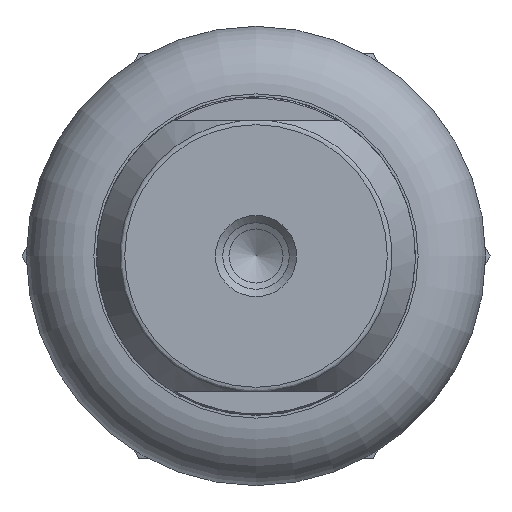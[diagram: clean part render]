
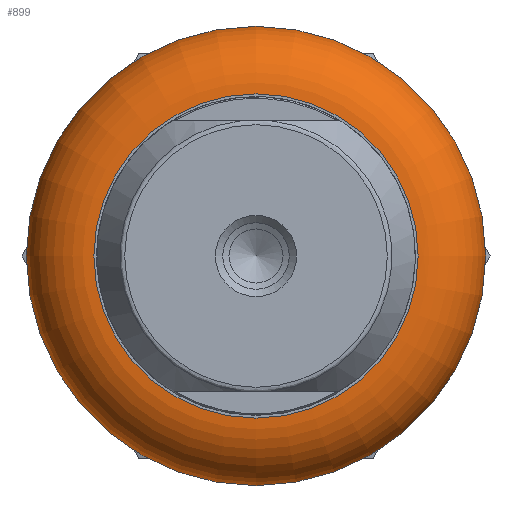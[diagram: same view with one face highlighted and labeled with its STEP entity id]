
A CAD part, front view. The second image highlights one B-rep face of the part: STEP entity #899.
In plain terms, the highlighted toroidal (fillet/blend) face has major radius 6 mm and minor radius 2.5 mm.
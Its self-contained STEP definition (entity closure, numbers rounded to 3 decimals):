
#131=TOROIDAL_SURFACE('',#1071,6.,2.5);
#294=ORIENTED_EDGE('',*,*,#419,.T.);
#295=ORIENTED_EDGE('',*,*,#418,.F.);
#418=EDGE_CURVE('',#507,#507,#578,.T.);
#419=EDGE_CURVE('',#508,#508,#579,.T.);
#507=VERTEX_POINT('',#1605);
#508=VERTEX_POINT('',#1608);
#578=CIRCLE('',#1070,6.);
#579=CIRCLE('',#1072,6.);
#681=EDGE_LOOP('',(#294));
#682=EDGE_LOOP('',(#295));
#803=FACE_BOUND('',#681,.T.);
#804=FACE_BOUND('',#682,.T.);
#899=ADVANCED_FACE('',(#803,#804),#131,.T.);
#1070=AXIS2_PLACEMENT_3D('',#1604,#1320,#1321);
#1071=AXIS2_PLACEMENT_3D('',#1606,#1322,#1323);
#1072=AXIS2_PLACEMENT_3D('',#1607,#1324,#1325);
#1320=DIRECTION('',(0.,-1.,0.));
#1321=DIRECTION('',(0.,0.,-1.));
#1322=DIRECTION('',(0.,-1.,0.));
#1323=DIRECTION('',(0.,0.,-1.));
#1324=DIRECTION('',(0.,-1.,0.));
#1325=DIRECTION('',(0.,0.,-1.));
#1604=CARTESIAN_POINT('',(0.,-2.5,0.));
#1605=CARTESIAN_POINT('',(0.,-2.5,-6.));
#1606=CARTESIAN_POINT('',(0.,0.,0.));
#1607=CARTESIAN_POINT('',(0.,2.5,0.));
#1608=CARTESIAN_POINT('',(0.,2.5,-6.));
